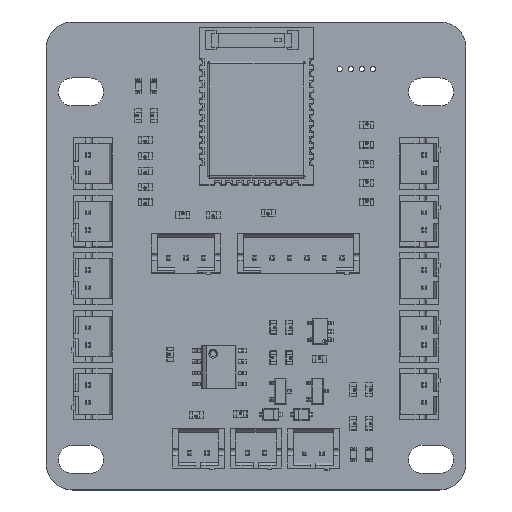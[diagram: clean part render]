
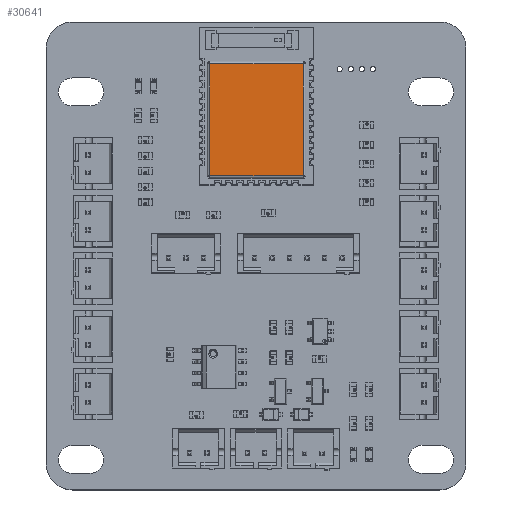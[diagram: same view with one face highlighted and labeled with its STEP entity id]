
A CAD part, top view. The second image highlights one B-rep face of the part: STEP entity #30641.
In plain terms, the highlighted face is planar.
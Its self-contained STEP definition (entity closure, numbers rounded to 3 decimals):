
#30641 = ADVANCED_FACE('',(#30642),#30676,.F.);
#30642 = FACE_BOUND('',#30643,.T.);
#30643 = EDGE_LOOP('',(#30644,#30654,#30662,#30670));
#30644 = ORIENTED_EDGE('',*,*,#30645,.T.);
#30645 = EDGE_CURVE('',#30646,#30648,#30650,.T.);
#30646 = VERTEX_POINT('',#30647);
#30647 = CARTESIAN_POINT('',(-5.35,3.1,-4.85));
#30648 = VERTEX_POINT('',#30649);
#30649 = CARTESIAN_POINT('',(-5.35,3.1,7.95));
#30650 = LINE('',#30651,#30652);
#30651 = CARTESIAN_POINT('',(-5.35,3.1,-4.949));
#30652 = VECTOR('',#30653,1.);
#30653 = DIRECTION('',(0.,0.,1.));
#30654 = ORIENTED_EDGE('',*,*,#30655,.T.);
#30655 = EDGE_CURVE('',#30648,#30656,#30658,.T.);
#30656 = VERTEX_POINT('',#30657);
#30657 = CARTESIAN_POINT('',(5.35,3.1,7.95));
#30658 = LINE('',#30659,#30660);
#30659 = CARTESIAN_POINT('',(-5.449,3.1,7.95));
#30660 = VECTOR('',#30661,1.);
#30661 = DIRECTION('',(1.,0.,0.));
#30662 = ORIENTED_EDGE('',*,*,#30663,.T.);
#30663 = EDGE_CURVE('',#30656,#30664,#30666,.T.);
#30664 = VERTEX_POINT('',#30665);
#30665 = CARTESIAN_POINT('',(5.35,3.1,-4.85));
#30666 = LINE('',#30667,#30668);
#30667 = CARTESIAN_POINT('',(5.35,3.1,8.049));
#30668 = VECTOR('',#30669,1.);
#30669 = DIRECTION('',(0.,0.,-1.));
#30670 = ORIENTED_EDGE('',*,*,#30671,.T.);
#30671 = EDGE_CURVE('',#30664,#30646,#30672,.T.);
#30672 = LINE('',#30673,#30674);
#30673 = CARTESIAN_POINT('',(5.449,3.1,-4.85));
#30674 = VECTOR('',#30675,1.);
#30675 = DIRECTION('',(-1.,0.,0.));
#30676 = PLANE('',#30677);
#30677 = AXIS2_PLACEMENT_3D('',#30678,#30679,#30680);
#30678 = CARTESIAN_POINT('',(0.,3.1,0.));
#30679 = DIRECTION('',(0.,-1.,0.));
#30680 = DIRECTION('',(0.,0.,-1.));
